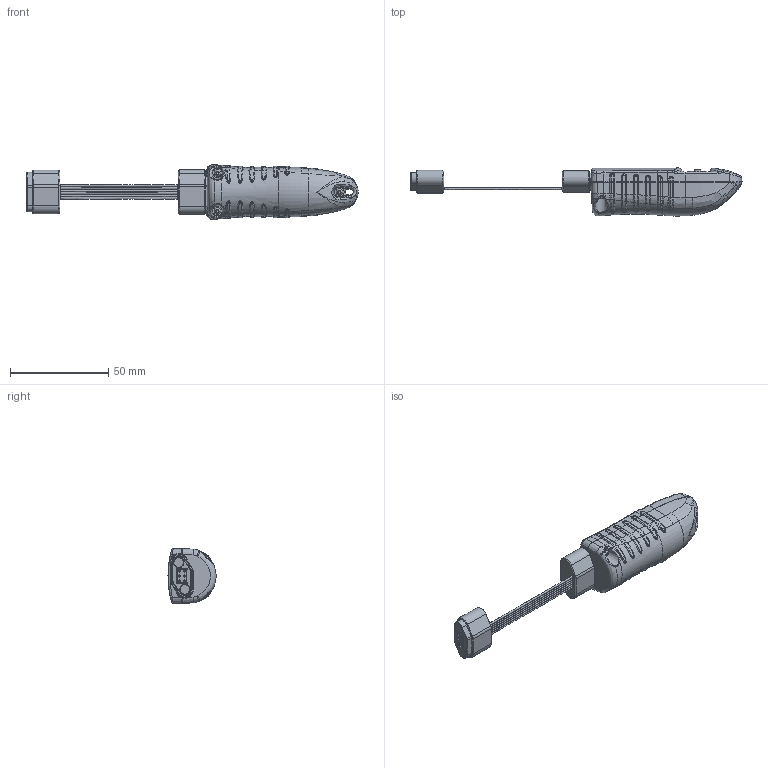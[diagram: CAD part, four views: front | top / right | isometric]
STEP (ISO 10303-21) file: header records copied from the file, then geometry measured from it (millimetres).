
FILE_DESCRIPTION (( 'STEP AP203' ), '1' );
FILE_NAME ('GH1.DA4.BGK.077.STEP', '2023-02-08T12:38:29', ( '' ), ( '' ), 'SwSTEP 2.0', 'SolidWorks 2017', '' );
FILE_SCHEMA (( 'CONFIG_CONTROL_DESIGN' ));
Length unit declared in the file: millimetre
Products named in the file (26): 22 x 8 WN 5451 6IP; Halterung_AAA_Baterie; GH1.DA4.BGK.077; 1813-S1-006-10-014101; DIN 3771 - 1x14.5; Schalter; Kabel und stecker; 6-Fach Kabel _flexibel_gerade; AHK-DA1.014.020_A; AHK-DA1.005.021_A_Planfl„che; K 18 x 5 WN 1452 6IP; TESA_Band; AH1-DA1.005.021_B_Planfl„che; Harting Stecker; GH1-DA1.BGu.077_C; Display-1; EL1-DA4.BGK.077; AHK-DA1.014.021_A; EL1-DA3.BGK.077_Ohne Batterien; S-05-05-N; DIN 3771 - 0.5x4.5; 971136; Anzeigeplatine-Stick6; GH1-DA1.BGo.077_A; Steckverlängerung; Dünnglas 0.5+0.1mm
Assembly tree (35 placements, depth 4):
  GH1.DA4.BGK.077
    GH1-DA1.BGo.077_A
    GH1-DA1.BGu.077_C
    EL1-DA4.BGK.077
      AH1-DA1.005.021_B_Planfl„che
      Steckverlängerung
      S-05-05-N  x4
      EL1-DA3.BGK.077_Ohne Batterien
        Anzeigeplatine-Stick6
        Schalter  x2
        Display-1
        Halterung_AAA_Baterie
        TESA_Band
        Kabel und stecker
      Harting Stecker  x2
      1813-S1-006-10-014101
      AHK-DA1.005.021_A_Planfl„che
      AHK-DA1.014.020_A
      AHK-DA1.014.021_A
      6-Fach Kabel _flexibel_gerade
    Dünnglas 0.5+0.1mm
    DIN 3771 - 1x14.5
    971136
    DIN 3771 - 0.5x4.5  x2
    K 18 x 5 WN 1452 6IP  x3
    22 x 8 WN 5451 6IP  x3
Bounding box: 169.01 x 24.46 x 28 mm (x, y, z)
Volume: 26015.2 mm3; surface area: 31052.6 mm2
Topology: 35 solids, 35 shells, 3312 faces, 8036 edges, 4774 vertices
Faces by surface type: bspline 1063, plane 974, cylinder 616, torus 341, cone 246, sphere 72
Full cylindrical faces by diameter (mm): 0.8 x19, 1.07 x6, 1.38 x6, 1.402 x3, 1.5 x3, 1.88 x3, 2 x6, 2.25 x3, 2.5 x3, 3.2 x3, 3.5 x2, 4.5 x2, 4.8 x3, 5 x4, 5.2 x4, 10.2 x1
Entity records: 113619 total; most frequent: CARTESIAN_POINT 49484, ORIENTED_EDGE 13850, DIRECTION 11114, EDGE_CURVE 6925, AXIS2_PLACEMENT_3D 4359, VERTEX_POINT 4203, EDGE_LOOP 3230, FACE_OUTER_BOUND 3063
